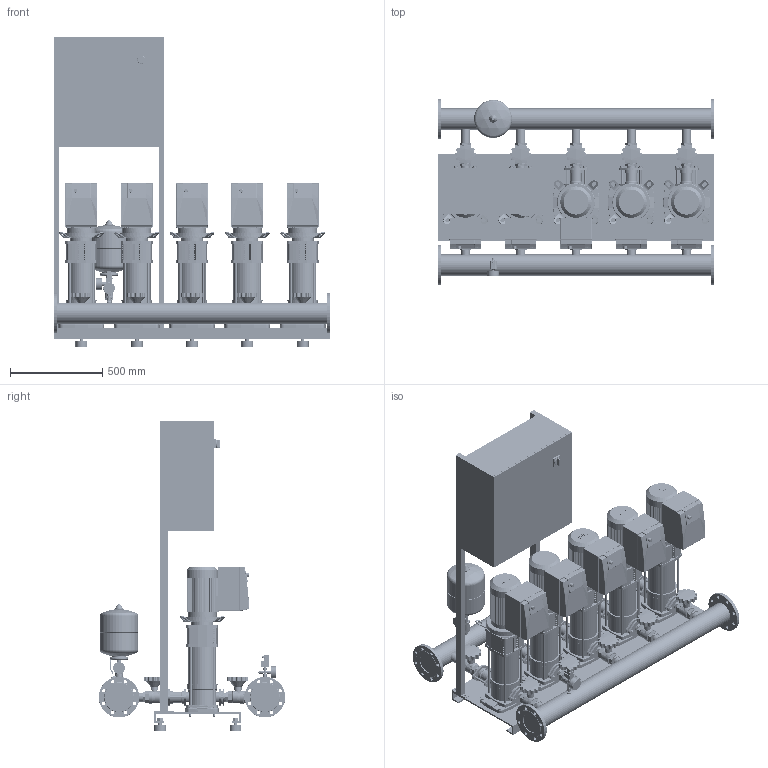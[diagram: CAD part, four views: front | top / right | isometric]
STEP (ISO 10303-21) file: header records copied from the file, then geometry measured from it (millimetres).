
FILE_DESCRIPTION((''),'2;1');
FILE_NAME('3d_COR-5HELIXVE1004_K_CCE-01-2535980.stp','2015-10-05T07:17:31',(''),(''),'Mechanical Desktop 2009','Mechanical Desktop 2009',', , ');
FILE_SCHEMA(('CONFIG_CONTROL_DESIGN'));
Length unit declared in the file: millimetre
Products named in the file (1): Product
Bounding box: 1500 x 1012 x 1685 mm (x, y, z)
Volume: 273971358.5 mm3; surface area: 14880274.3 mm2
Topology: 285 solids, 285 shells, 7646 faces, 19535 edges, 12700 vertices
Faces by surface type: plane 2578, cylinder 2287, bspline 2168, cone 295, torus 222, sphere 96
Entity records: 252350 total; most frequent: CARTESIAN_POINT 69315, ORIENTED_EDGE 38886, DIRECTION 36204, EDGE_CURVE 19443, VERTEX_POINT 12693, AXIS2_PLACEMENT_3D 12382, VECTOR 11440, LINE 11440
